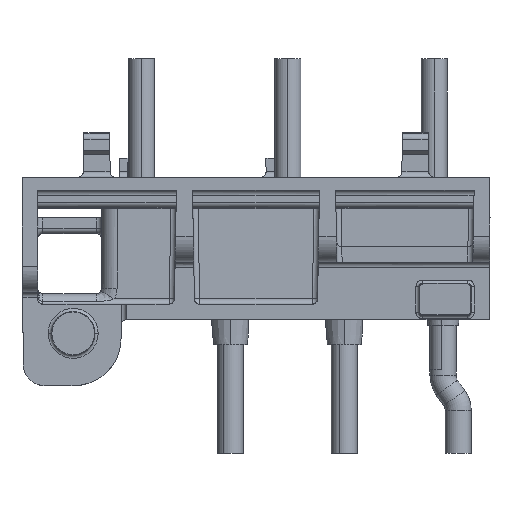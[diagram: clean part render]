
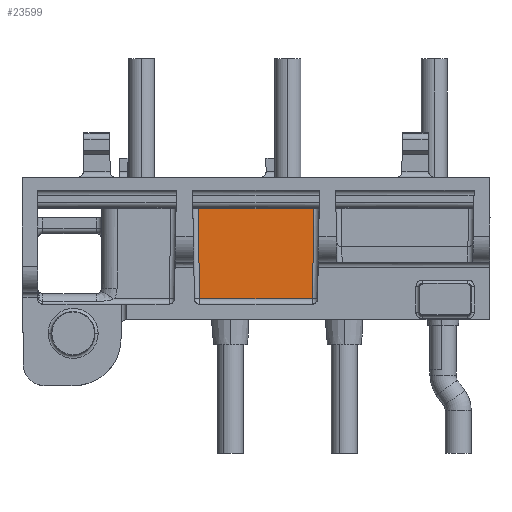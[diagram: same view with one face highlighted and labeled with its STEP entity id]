
A CAD part, left-side view. The second image highlights one B-rep face of the part: STEP entity #23599.
In plain terms, the highlighted planar face has unit normal (-1, 0, 0.018).
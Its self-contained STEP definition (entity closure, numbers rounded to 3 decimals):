
#2844 = PLANE('',#2845);
#2845 = AXIS2_PLACEMENT_3D('',#2846,#2847,#2848);
#2846 = CARTESIAN_POINT('',(0.,0.,13.65));
#2847 = DIRECTION('',(0.,0.,1.));
#2848 = DIRECTION('',(0.,-1.,0.));
#23390 = EDGE_CURVE('',#23391,#23393,#23395,.T.);
#23391 = VERTEX_POINT('',#23392);
#23392 = CARTESIAN_POINT('',(24.7,-28.,13.65));
#23393 = VERTEX_POINT('',#23394);
#23394 = CARTESIAN_POINT('',(24.7,-16.8,13.65));
#23395 = SURFACE_CURVE('',#23396,(#23400,#23407),.PCURVE_S1.);
#23396 = LINE('',#23397,#23398);
#23397 = CARTESIAN_POINT('',(24.7,-28.,13.65));
#23398 = VECTOR('',#23399,1.);
#23399 = DIRECTION('',(0.,1.,0.));
#23400 = PCURVE('',#2844,#23401);
#23401 = DEFINITIONAL_REPRESENTATION('',(#23402),#23406);
#23402 = LINE('',#23403,#23404);
#23403 = CARTESIAN_POINT('',(28.,24.7));
#23404 = VECTOR('',#23405,1.);
#23405 = DIRECTION('',(-1.,0.));
#23406 = ( GEOMETRIC_REPRESENTATION_CONTEXT(2) 
PARAMETRIC_REPRESENTATION_CONTEXT() REPRESENTATION_CONTEXT('2D SPACE',''
  ) );
#23407 = PCURVE('',#23408,#23413);
#23408 = PLANE('',#23409);
#23409 = AXIS2_PLACEMENT_3D('',#23410,#23411,#23412);
#23410 = CARTESIAN_POINT('',(24.7,-30.491,13.65));
#23411 = DIRECTION('',(1.,0.,-0.017));
#23412 = DIRECTION('',(0.,1.,0.));
#23413 = DEFINITIONAL_REPRESENTATION('',(#23414),#23418);
#23414 = LINE('',#23415,#23416);
#23415 = CARTESIAN_POINT('',(2.491,0.));
#23416 = VECTOR('',#23417,1.);
#23417 = DIRECTION('',(1.,0.));
#23418 = ( GEOMETRIC_REPRESENTATION_CONTEXT(2) 
PARAMETRIC_REPRESENTATION_CONTEXT() REPRESENTATION_CONTEXT('2D SPACE',''
  ) );
#23440 = CYLINDRICAL_SURFACE('',#23441,0.5);
#23441 = AXIS2_PLACEMENT_3D('',#23442,#23443,#23444);
#23442 = CARTESIAN_POINT('',(24.827,-16.173,49.562));
#23443 = DIRECTION('',(-0.017,-0.017,
    -1.));
#23444 = DIRECTION('',(0.,1.,
    -0.017));
#23566 = CYLINDRICAL_SURFACE('',#23567,0.5);
#23567 = AXIS2_PLACEMENT_3D('',#23568,#23569,#23570);
#23568 = CARTESIAN_POINT('',(24.827,-28.627,49.562));
#23569 = DIRECTION('',(-0.017,0.017,
    -1.));
#23570 = DIRECTION('',(1.,0.,
    -0.017));
#23599 = ADVANCED_FACE('',(#23600),#23408,.F.);
#23600 = FACE_BOUND('',#23601,.F.);
#23601 = EDGE_LOOP('',(#23602,#23625,#23653,#23674));
#23602 = ORIENTED_EDGE('',*,*,#23603,.T.);
#23603 = EDGE_CURVE('',#23391,#23604,#23606,.T.);
#23604 = VERTEX_POINT('',#23605);
#23605 = CARTESIAN_POINT('',(24.496,-27.797,
    1.991));
#23606 = SURFACE_CURVE('',#23607,(#23611,#23618),.PCURVE_S1.);
#23607 = LINE('',#23608,#23609);
#23608 = CARTESIAN_POINT('',(24.7,-28.,13.65));
#23609 = VECTOR('',#23610,1.);
#23610 = DIRECTION('',(-0.017,0.017,
    -1.));
#23611 = PCURVE('',#23408,#23612);
#23612 = DEFINITIONAL_REPRESENTATION('',(#23613),#23617);
#23613 = LINE('',#23614,#23615);
#23614 = CARTESIAN_POINT('',(2.491,0.));
#23615 = VECTOR('',#23616,1.);
#23616 = DIRECTION('',(0.017,-1.));
#23617 = ( GEOMETRIC_REPRESENTATION_CONTEXT(2) 
PARAMETRIC_REPRESENTATION_CONTEXT() REPRESENTATION_CONTEXT('2D SPACE',''
  ) );
#23618 = PCURVE('',#23566,#23619);
#23619 = DEFINITIONAL_REPRESENTATION('',(#23620),#23624);
#23620 = LINE('',#23621,#23622);
#23621 = CARTESIAN_POINT('',(0.,35.915));
#23622 = VECTOR('',#23623,1.);
#23623 = DIRECTION('',(0.,1.));
#23624 = ( GEOMETRIC_REPRESENTATION_CONTEXT(2) 
PARAMETRIC_REPRESENTATION_CONTEXT() REPRESENTATION_CONTEXT('2D SPACE',''
  ) );
#23625 = ORIENTED_EDGE('',*,*,#23626,.F.);
#23626 = EDGE_CURVE('',#23627,#23604,#23629,.T.);
#23627 = VERTEX_POINT('',#23628);
#23628 = CARTESIAN_POINT('',(24.496,-17.003,
    1.991));
#23629 = SURFACE_CURVE('',#23630,(#23634,#23641),.PCURVE_S1.);
#23630 = LINE('',#23631,#23632);
#23631 = CARTESIAN_POINT('',(24.496,-17.003,
    1.991));
#23632 = VECTOR('',#23633,1.);
#23633 = DIRECTION('',(0.,-1.,0.));
#23634 = PCURVE('',#23408,#23635);
#23635 = DEFINITIONAL_REPRESENTATION('',(#23636),#23640);
#23636 = LINE('',#23637,#23638);
#23637 = CARTESIAN_POINT('',(13.488,-11.661));
#23638 = VECTOR('',#23639,1.);
#23639 = DIRECTION('',(-1.,0.));
#23640 = ( GEOMETRIC_REPRESENTATION_CONTEXT(2) 
PARAMETRIC_REPRESENTATION_CONTEXT() REPRESENTATION_CONTEXT('2D SPACE',''
  ) );
#23641 = PCURVE('',#23642,#23647);
#23642 = CYLINDRICAL_SURFACE('',#23643,0.5);
#23643 = AXIS2_PLACEMENT_3D('',#23644,#23645,#23646);
#23644 = CARTESIAN_POINT('',(23.997,58.401,2.));
#23645 = DIRECTION('',(0.,-1.,0.));
#23646 = DIRECTION('',(0.,0.,-1.));
#23647 = DEFINITIONAL_REPRESENTATION('',(#23648),#23652);
#23648 = LINE('',#23649,#23650);
#23649 = CARTESIAN_POINT('',(1.553,75.405));
#23650 = VECTOR('',#23651,1.);
#23651 = DIRECTION('',(0.,1.));
#23652 = ( GEOMETRIC_REPRESENTATION_CONTEXT(2) 
PARAMETRIC_REPRESENTATION_CONTEXT() REPRESENTATION_CONTEXT('2D SPACE',''
  ) );
#23653 = ORIENTED_EDGE('',*,*,#23654,.F.);
#23654 = EDGE_CURVE('',#23393,#23627,#23655,.T.);
#23655 = SURFACE_CURVE('',#23656,(#23660,#23667),.PCURVE_S1.);
#23656 = LINE('',#23657,#23658);
#23657 = CARTESIAN_POINT('',(24.7,-16.8,13.65));
#23658 = VECTOR('',#23659,1.);
#23659 = DIRECTION('',(-0.017,-0.017,
    -1.));
#23660 = PCURVE('',#23408,#23661);
#23661 = DEFINITIONAL_REPRESENTATION('',(#23662),#23666);
#23662 = LINE('',#23663,#23664);
#23663 = CARTESIAN_POINT('',(13.691,0.));
#23664 = VECTOR('',#23665,1.);
#23665 = DIRECTION('',(-0.017,-1.));
#23666 = ( GEOMETRIC_REPRESENTATION_CONTEXT(2) 
PARAMETRIC_REPRESENTATION_CONTEXT() REPRESENTATION_CONTEXT('2D SPACE',''
  ) );
#23667 = PCURVE('',#23440,#23668);
#23668 = DEFINITIONAL_REPRESENTATION('',(#23669),#23673);
#23669 = LINE('',#23670,#23671);
#23670 = CARTESIAN_POINT('',(1.57,35.915));
#23671 = VECTOR('',#23672,1.);
#23672 = DIRECTION('',(0.,1.));
#23673 = ( GEOMETRIC_REPRESENTATION_CONTEXT(2) 
PARAMETRIC_REPRESENTATION_CONTEXT() REPRESENTATION_CONTEXT('2D SPACE',''
  ) );
#23674 = ORIENTED_EDGE('',*,*,#23390,.F.);
